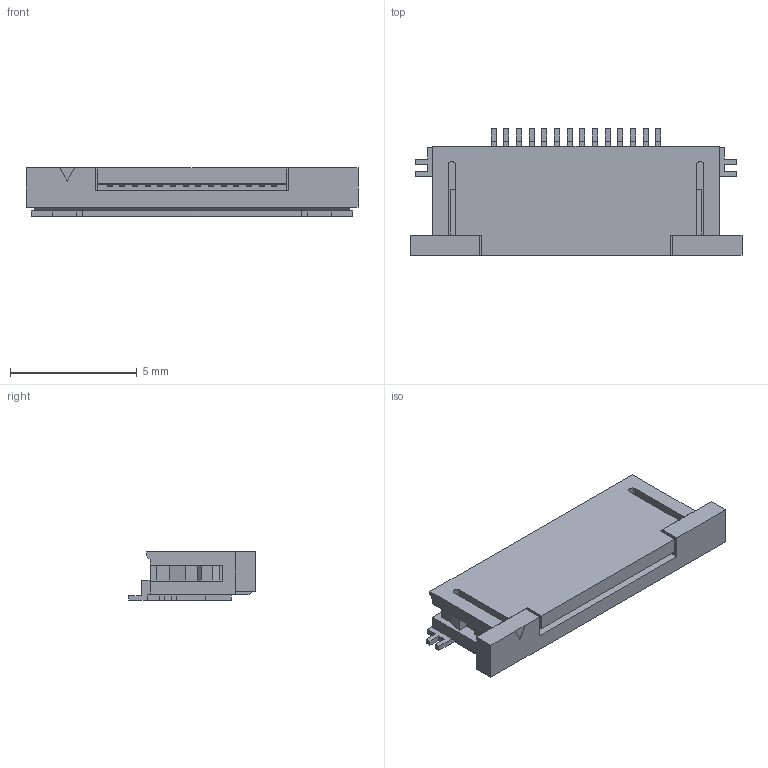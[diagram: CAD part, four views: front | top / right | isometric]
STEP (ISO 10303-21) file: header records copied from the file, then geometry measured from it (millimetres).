
FILE_DESCRIPTION(/* description */ (''),/* implementation_level */ '2;1');
FILE_NAME(/* name */ '527451496wbm000_01_214.stp',/* time_stamp */ '2022-11-28T14:43:10+08:00',/* author */ (''),/* organization */ (''),/* preprocessor_version */ 'ST-DEVELOPER v16.7',/* originating_system */ 'SIEMENS PLM Software NX 1919',/* authorisation */ '');
FILE_SCHEMA (('AUTOMOTIVE_DESIGN { 1 0 10303 214 3 1 1 1 }'));
Length unit declared in the file: millimetre
Products named in the file (1): 527451496wbm000_01
Bounding box: 13.1 x 5 x 1.91 mm (x, y, z)
Volume: 78.3 mm3; surface area: 306.4 mm2
Topology: 1 solids, 1 shells, 376 faces, 1122 edges, 746 vertices
Faces by surface type: plane 344, cylinder 32
Entity records: 12482 total; most frequent: CARTESIAN_POINT 2245, ORIENTED_EDGE 2244, DIRECTION 1940, EDGE_CURVE 1122, LINE 1058, VECTOR 1058, VERTEX_POINT 746, AXIS2_PLACEMENT_3D 441
